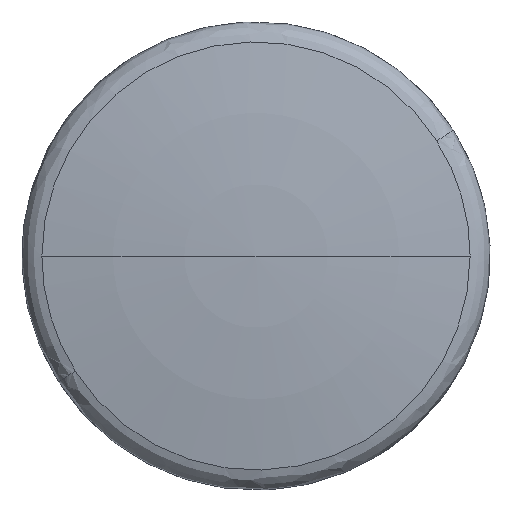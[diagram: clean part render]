
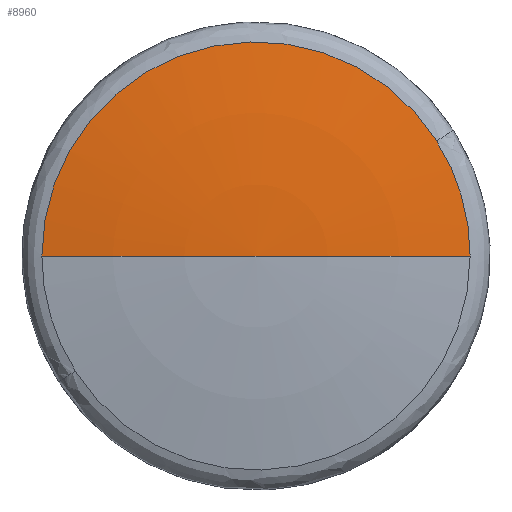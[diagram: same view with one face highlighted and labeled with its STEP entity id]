
A CAD part, front view. The second image highlights one B-rep face of the part: STEP entity #8960.
In plain terms, the highlighted toroidal (fillet/blend) face has major radius 0.009 mm and minor radius 178.722 mm.
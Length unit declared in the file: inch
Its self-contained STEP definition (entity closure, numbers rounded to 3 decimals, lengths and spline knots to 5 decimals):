
#559 = VERTEX_POINT ( 'NONE', #38352 ) ;
#819 = EDGE_LOOP ( 'NONE', ( #40367, #28103, #5809, #33044 ) ) ;
#1052 = DIRECTION ( 'NONE',  ( 0., -1., 0. ) ) ;
#2235 = CARTESIAN_POINT ( 'NONE',  ( 0.00012, -1.34036, 0.01213 ) ) ;
#4160 = CARTESIAN_POINT ( 'NONE',  ( 0.00012, -1.34036, 0.01213 ) ) ;
#5809 = ORIENTED_EDGE ( 'NONE', *, *, #37423, .T. ) ;
#6172 = TOROIDAL_SURFACE ( 'NONE', #20271, 0.00037, 7.0363 ) ;
#8024 = AXIS2_PLACEMENT_3D ( 'NONE', #41960, #13339, #45250 ) ;
#8960 = ADVANCED_FACE ( 'NONE', ( #16788 ), #6172, .T. ) ;
#10310 = AXIS2_PLACEMENT_3D ( 'NONE', #22687, #26527, #15715 ) ;
#13339 = DIRECTION ( 'NONE',  ( 0., 0., -1. ) ) ;
#13666 = CIRCLE ( 'NONE', #40142, 1.07966 ) ;
#15715 = DIRECTION ( 'NONE',  ( 0., -1., 0. ) ) ;
#16788 = FACE_OUTER_BOUND ( 'NONE', #819, .T. ) ;
#17488 = AXIS2_PLACEMENT_3D ( 'NONE', #4160, #1052, #32970 ) ;
#19304 = EDGE_CURVE ( 'NONE', #559, #22487, #19694, .T. ) ;
#19694 = CIRCLE ( 'NONE', #17488, 1.07966 ) ;
#19976 = CIRCLE ( 'NONE', #8024, 7.0363 ) ;
#20271 = AXIS2_PLACEMENT_3D ( 'NONE', #31118, #28026, #42124 ) ;
#20938 = EDGE_CURVE ( 'NONE', #559, #37064, #19976, .T. ) ;
#22487 = VERTEX_POINT ( 'NONE', #37404 ) ;
#22498 = CIRCLE ( 'NONE', #10310, 7.0363 ) ;
#22687 = CARTESIAN_POINT ( 'NONE',  ( -0.00026, 5.61267, 0.01213 ) ) ;
#26527 = DIRECTION ( 'NONE',  ( 0., 0., 1. ) ) ;
#28026 = DIRECTION ( 'NONE',  ( 0., -1., 0. ) ) ;
#28103 = ORIENTED_EDGE ( 'NONE', *, *, #35102, .T. ) ;
#31051 = DIRECTION ( 'NONE',  ( 0., -1., 0. ) ) ;
#31118 = CARTESIAN_POINT ( 'NONE',  ( 0.00012, 5.61267, 0.01213 ) ) ;
#32970 = DIRECTION ( 'NONE',  ( 1., 0., 0. ) ) ;
#33044 = ORIENTED_EDGE ( 'NONE', *, *, #20938, .F. ) ;
#35102 = EDGE_CURVE ( 'NONE', #22487, #38593, #13666, .T. ) ;
#37064 = VERTEX_POINT ( 'NONE', #41752 ) ;
#37404 = CARTESIAN_POINT ( 'NONE',  ( 0.91056, -1.34036, 0.59243 ) ) ;
#37423 = EDGE_CURVE ( 'NONE', #38593, #37064, #22498, .T. ) ;
#38204 = DIRECTION ( 'NONE',  ( 1., 0., 0. ) ) ;
#38352 = CARTESIAN_POINT ( 'NONE',  ( 1.07978, -1.34036, 0.01213 ) ) ;
#38593 = VERTEX_POINT ( 'NONE', #41080 ) ;
#40142 = AXIS2_PLACEMENT_3D ( 'NONE', #2235, #31051, #38204 ) ;
#40367 = ORIENTED_EDGE ( 'NONE', *, *, #19304, .T. ) ;
#41080 = CARTESIAN_POINT ( 'NONE',  ( -1.07954, -1.34036, 0.01213 ) ) ;
#41752 = CARTESIAN_POINT ( 'NONE',  ( 0.00012, -1.42362, 0.01213 ) ) ;
#41960 = CARTESIAN_POINT ( 'NONE',  ( 0.00049, 5.61267, 0.01213 ) ) ;
#42124 = DIRECTION ( 'NONE',  ( 1., 0., 0. ) ) ;
#45250 = DIRECTION ( 'NONE',  ( 0., 1., 0. ) ) ;
